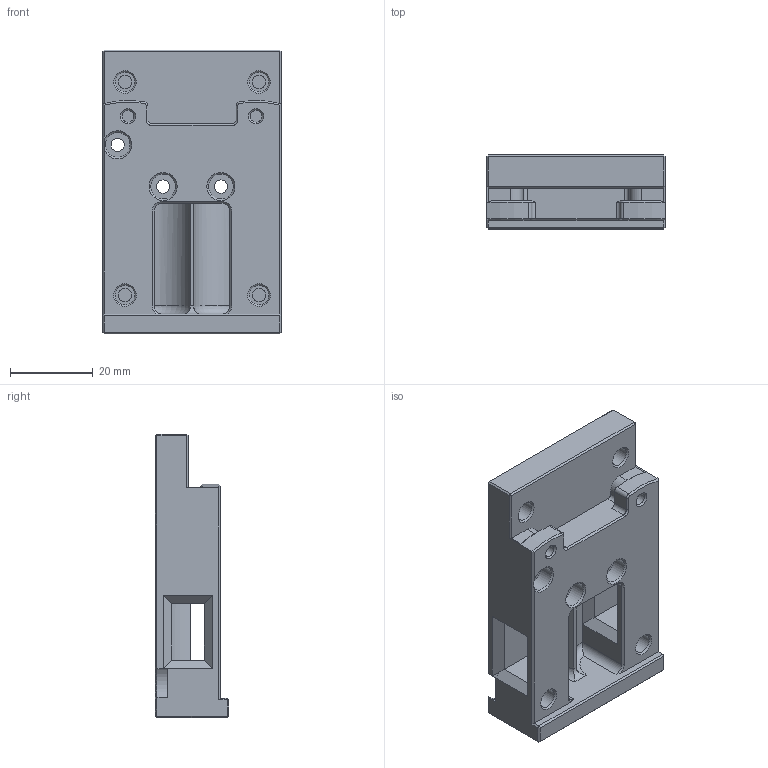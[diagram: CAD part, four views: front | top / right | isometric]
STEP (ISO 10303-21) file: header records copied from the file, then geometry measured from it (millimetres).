
FILE_DESCRIPTION(/* description */ (''),/* implementation_level */ '2;1');
FILE_NAME(/* name */ 'Ender3 SB X Carriage CW2 v6.step',/* time_stamp */ '2022-09-15T12:09:21+03:00',/* author */ (''),/* organization */ (''),/* preprocessor_version */ 'ST-DEVELOPER v19',/* originating_system */ 'Autodesk Translation Framework v11.7.0.108',/* authorisation */ '');
FILE_SCHEMA (('AUTOMOTIVE_DESIGN { 1 0 10303 214 3 1 1 }'));
Length unit declared in the file: millimetre
Products named in the file (2): Ender3 SB X Carriage CW2; MountigPlate
Assembly tree (1 placements, depth 2):
  Ender3 SB X Carriage CW2
    MountigPlate
Bounding box: 43.2 x 17.8 x 68.75 mm (x, y, z)
Volume: 31283.2 mm3; surface area: 12420.6 mm2
Topology: 1 solids, 1 shells, 200 faces, 454 edges, 267 vertices
Faces by surface type: plane 131, cylinder 37, cone 30, torus 2
Full cylindrical faces by diameter (mm): 2.9 x2, 3.2 x7, 4.7 x4, 5.6 x2, 6 x3, 11 x1
Entity records: 5589 total; most frequent: CARTESIAN_POINT 1018, DIRECTION 966, ORIENTED_EDGE 908, EDGE_CURVE 454, AXIS2_PLACEMENT_3D 326, LINE 314, VECTOR 314, VERTEX_POINT 267
